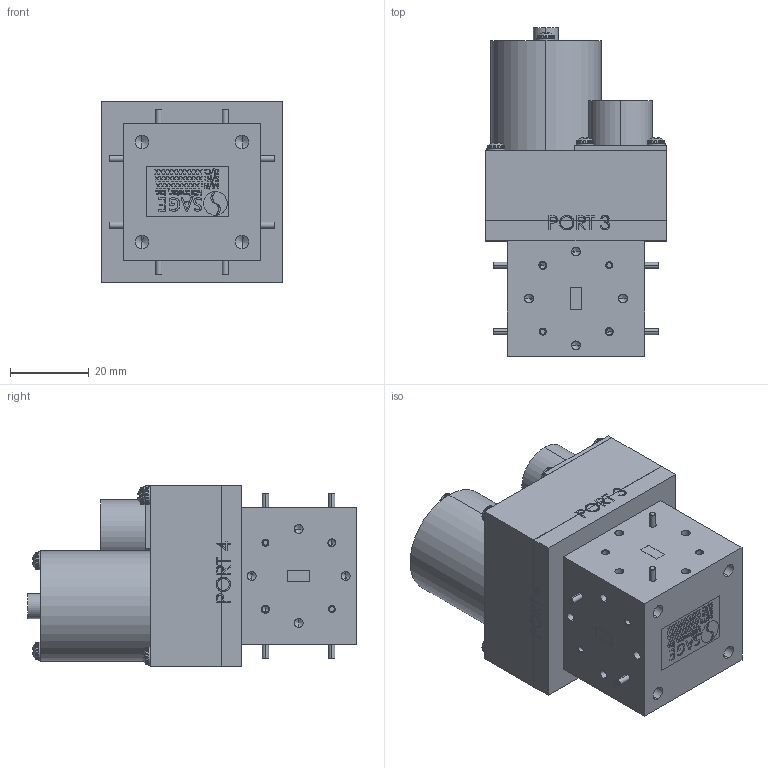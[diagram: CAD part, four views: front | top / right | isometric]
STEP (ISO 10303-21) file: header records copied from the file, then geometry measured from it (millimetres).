
FILE_DESCRIPTION (( 'STEP AP203' ), '1' );
FILE_NAME ('WJ-TQ-S1, part df.STEP', '2017-08-07T21:14:38', ( '' ), ( '' ), 'SwSTEP 2.0', 'SolidWorks 2013', '' );
FILE_SCHEMA (( 'CONFIG_CONTROL_DESIGN' ));
Length unit declared in the file: inch
Products named in the file (1): WJ-TQ-S1, part df
Bounding box: 45.72 x 83.32 x 45.72 mm (x, y, z)
Volume: 101966.2 mm3; surface area: 19752.5 mm2
Topology: 26 solids, 26 shells, 2589 faces, 6955 edges, 4488 vertices
Faces by surface type: plane 935, cylinder 732, bspline 684, cone 238
Entity records: 116364 total; most frequent: CARTESIAN_POINT 61927, ORIENTED_EDGE 13734, DIRECTION 7640, EDGE_CURVE 6867, VERTEX_POINT 4488, EDGE_LOOP 2763, B_SPLINE_CURVE_WITH_KNOTS 2674, FACE_OUTER_BOUND 2589
